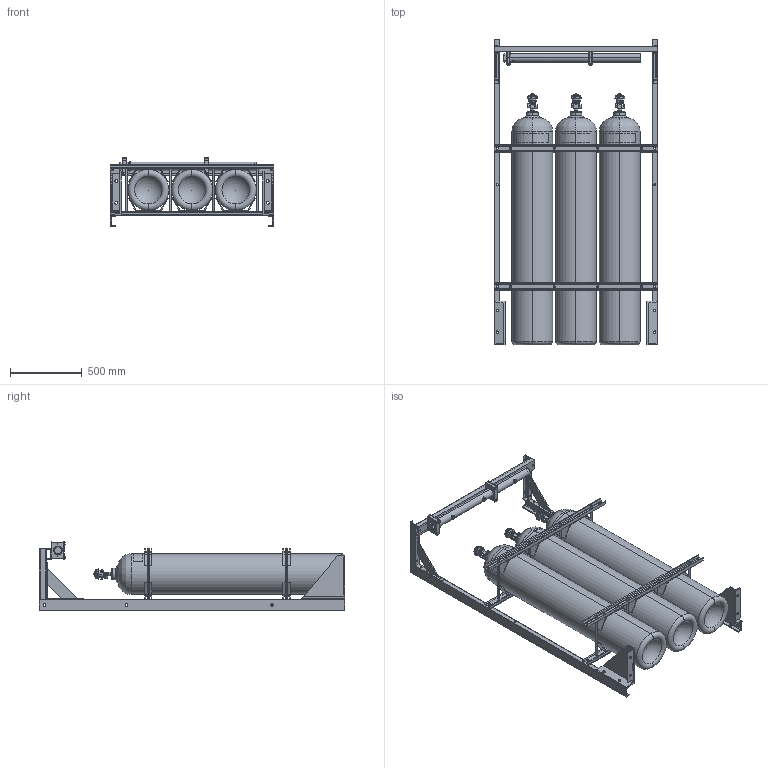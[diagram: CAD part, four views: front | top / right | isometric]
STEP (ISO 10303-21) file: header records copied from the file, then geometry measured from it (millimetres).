
FILE_DESCRIPTION (( 'STEP AP214' ), '1' );
FILE_NAME ('Cylinder Storage Rack, 80L, Structural, Red Painted (3 cylinder 3x1) Three Cylinders.STEP', '2020-05-04T14:25:42', ( '' ), ( '' ), 'SwSTEP 2.0', 'SolidWorks 2019', '' );
FILE_SCHEMA (( 'AUTOMOTIVE_DESIGN' ));
Length unit declared in the file: inch
Products named in the file (28): 470B0019_HEX NUT.stp; 11BC615P_CYLINDER.stp; P-000-950-111 (-06).stp; P-000-950-110(-06).stp; P-000-950-085.stp; P-000-950-081.stp; P-000-950-094.stp; V_MULLER_470B0019.stp; V-000-950-101.stp; P-000-950-083.stp; P-000-950-057.stp; 470B0019_HOUSING.stp; P-000-950-096.stp; 5342^V-000-950-101.stp; 470B0019_PLATE.stp; Cylinder Storage Rack, 80L, Structural, Red Painted (3 cylinder 3x1) Three Cylinders; P-000-950-088.stp; Cylinder Storage Rack, 80L, Structural, Red Painted (3 cylinder 3x1) Three Cylinders.stp; CLAMP_MCMASTER-CARR_3015T315.stp; 470B0019_HANDLE.stp; P-000-950-058.stp; P-000-950-092.stp; PLUG_HEX HD_0.250 NPT M_CL 3000_ALY STL_GALV.stp; PLUG_HEX HD_1.500 NPT M_CL 3000_ALY STL_GALV.stp
Assembly tree (54 placements, depth 5):
  Cylinder Storage Rack, 80L, Structural, Red Painted (3 cylinder 3x1) Three Cylinders
    Cylinder Storage Rack, 80L, Structural, Red Painted (3 cylinder 3x1) Three Cylinders.stp
      P-000-950-094.stp
        CLAMP_MCMASTER-CARR_3015T315.stp  x2
        P-000-950-092.stp
      V-000-950-101.stp
        V_MULLER_470B0019.stp
          470B0019_HOUSING.stp
          470B0019_PLATE.stp
          470B0019_HANDLE.stp
          470B0019_HEX NUT.stp
        11BC615P_CYLINDER.stp
        5342^V-000-950-101.stp
      V-000-950-101.stp
        V_MULLER_470B0019.stp
          470B0019_HOUSING.stp
          470B0019_PLATE.stp
          470B0019_HANDLE.stp
          470B0019_HEX NUT.stp
        11BC615P_CYLINDER.stp
        5342^V-000-950-101.stp
      V-000-950-101.stp
        V_MULLER_470B0019.stp
          470B0019_HOUSING.stp
          470B0019_PLATE.stp
          470B0019_HANDLE.stp
          470B0019_HEX NUT.stp
        11BC615P_CYLINDER.stp
        5342^V-000-950-101.stp
      P-000-950-111 (-06).stp
        PLUG_HEX HD_1.500 NPT M_CL 3000_ALY STL_GALV.stp
        PLUG_HEX HD_0.250 NPT M_CL 3000_ALY STL_GALV.stp  x2
        P-000-950-110(-06).stp
      P-000-950-081.stp  x2
      P-000-950-096.stp  x4
      P-000-950-083.stp  x2
      P-000-950-085.stp  x2
      P-000-950-057.stp
      P-000-950-058.stp
      P-000-950-088.stp  x8
Bounding box: 1143.25 x 2133.6 x 481.01 mm (x, y, z)
Volume: 53794903.4 mm3; surface area: 13285335.2 mm2
Topology: 80 solids, 80 shells, 2203 faces, 5459 edges, 3482 vertices
Faces by surface type: plane 851, cylinder 626, cone 354, bspline 255, torus 99, sphere 18
Entity records: 39532 total; most frequent: CARTESIAN_POINT 18204, ORIENTED_EDGE 4226, DIRECTION 4072, EDGE_CURVE 2113, AXIS2_PLACEMENT_3D 1575, VERTEX_POINT 1352, EDGE_LOOP 1005, VECTOR 922
